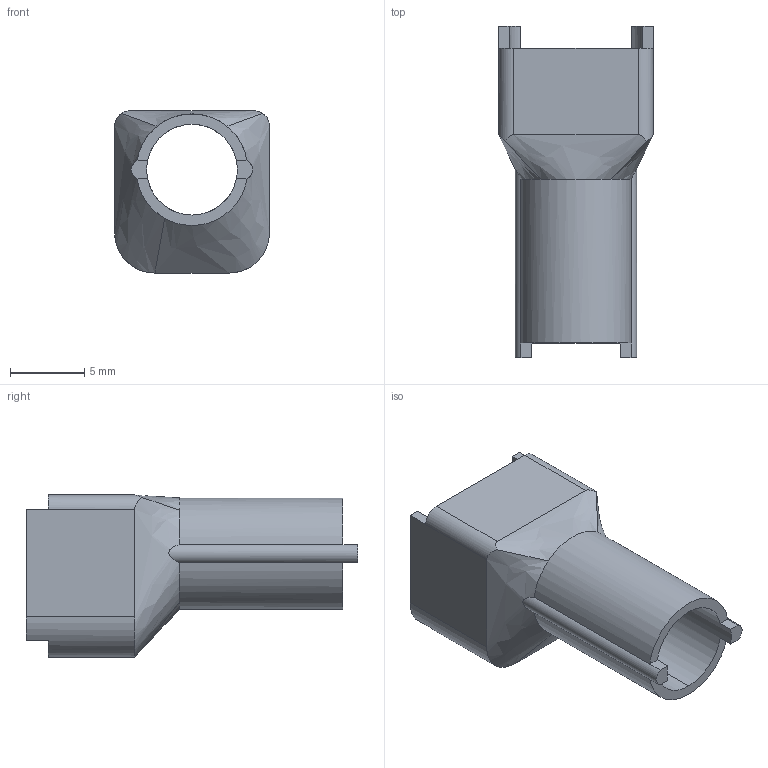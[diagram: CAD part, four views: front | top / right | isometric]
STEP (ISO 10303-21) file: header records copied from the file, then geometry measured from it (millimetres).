
FILE_DESCRIPTION (( 'STEP AP203' ), '1' );
FILE_NAME ('ML-008-A01.STEP', '2023-06-30T13:18:02', ( '' ), ( '' ), 'SwSTEP 2.0', 'SolidWorks 2022', '' );
FILE_SCHEMA (( 'CONFIG_CONTROL_DESIGN' ));
Length unit declared in the file: millimetre
Products named in the file (1): ML-008-A01
Bounding box: 10.4 x 22.3 x 10.9 mm (x, y, z)
Volume: 418.6 mm3; surface area: 1232.4 mm2
Topology: 1 solids, 1 shells, 45 faces, 126 edges, 81 vertices
Faces by surface type: plane 24, cylinder 15, bspline 6
Entity records: 3857 total; most frequent: CARTESIAN_POINT 2664, ORIENTED_EDGE 252, DIRECTION 208, EDGE_CURVE 126, VERTEX_POINT 81, VECTOR 70, LINE 70, AXIS2_PLACEMENT_3D 69
